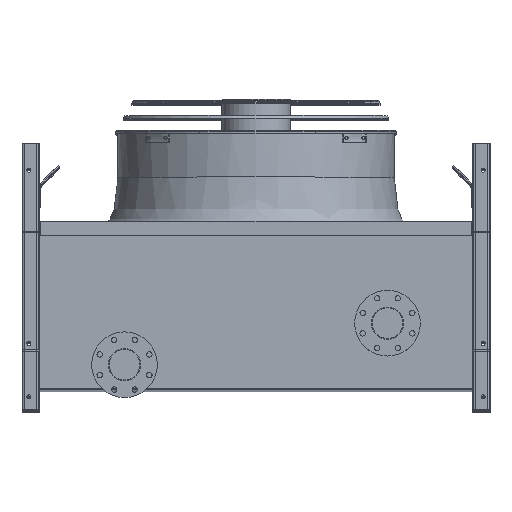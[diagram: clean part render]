
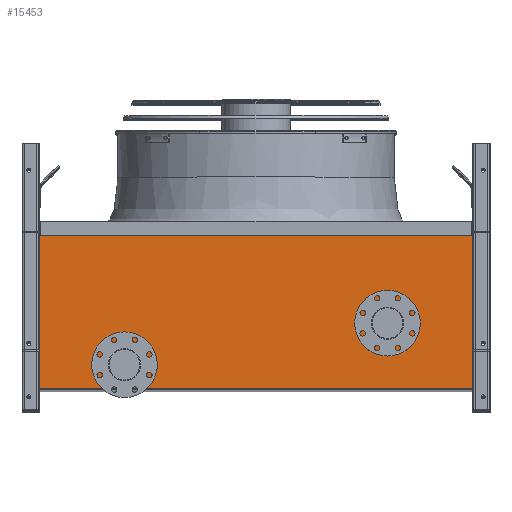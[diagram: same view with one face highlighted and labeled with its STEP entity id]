
A CAD part, top view. The second image highlights one B-rep face of the part: STEP entity #15453.
In plain terms, the highlighted planar face has unit normal (0, 0, 1).
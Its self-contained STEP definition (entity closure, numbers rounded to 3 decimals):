
#17 = VECTOR ( 'NONE', #7300, 1000. ) ;
#157 = DIRECTION ( 'NONE',  ( -1., 0., 0. ) ) ;
#347 = CARTESIAN_POINT ( 'NONE',  ( 0., 0., 240. ) ) ;
#1318 = CARTESIAN_POINT ( 'NONE',  ( -440., 81., 240. ) ) ;
#1446 = ORIENTED_EDGE ( 'NONE', *, *, #6585, .T. ) ;
#1682 = CARTESIAN_POINT ( 'NONE',  ( 725., 515., 240. ) ) ;
#1918 = VERTEX_POINT ( 'NONE', #1682 ) ;
#2284 = PLANE ( 'NONE',  #12682 ) ;
#2336 = LINE ( 'NONE', #9558, #16268 ) ;
#2848 = CARTESIAN_POINT ( 'NONE',  ( -725., 0., 240. ) ) ;
#3222 = DIRECTION ( 'NONE',  ( 0., 1., 0. ) ) ;
#3230 = ORIENTED_EDGE ( 'NONE', *, *, #9457, .T. ) ;
#3670 = VERTEX_POINT ( 'NONE', #4326 ) ;
#3911 = CARTESIAN_POINT ( 'NONE',  ( 725., 515., 240. ) ) ;
#4171 = DIRECTION ( 'NONE',  ( 1., 0., 0. ) ) ;
#4326 = CARTESIAN_POINT ( 'NONE',  ( 494., 220., 240. ) ) ;
#4480 = AXIS2_PLACEMENT_3D ( 'NONE', #19922, #9290, #21590 ) ;
#4660 = FACE_OUTER_BOUND ( 'NONE', #7897, .T. ) ;
#4907 = EDGE_CURVE ( 'NONE', #15178, #11075, #5851, .T. ) ;
#5063 = LINE ( 'NONE', #14510, #17 ) ;
#5851 = LINE ( 'NONE', #14134, #14938 ) ;
#6585 = EDGE_CURVE ( 'NONE', #21076, #21076, #6630, .T. ) ;
#6630 = CIRCLE ( 'NONE', #7776, 54. ) ;
#6889 = EDGE_CURVE ( 'NONE', #11075, #8633, #2336, .T. ) ;
#6946 = ORIENTED_EDGE ( 'NONE', *, *, #4907, .T. ) ;
#7300 = DIRECTION ( 'NONE',  ( 0., 1., 0. ) ) ;
#7776 = AXIS2_PLACEMENT_3D ( 'NONE', #1318, #14156, #3222 ) ;
#7785 = DIRECTION ( 'NONE',  ( 0., 0., 1. ) ) ;
#7897 = EDGE_LOOP ( 'NONE', ( #6946, #12459, #17148, #3230 ) ) ;
#8152 = ORIENTED_EDGE ( 'NONE', *, *, #10710, .F. ) ;
#8633 = VERTEX_POINT ( 'NONE', #12800 ) ;
#9132 = EDGE_CURVE ( 'NONE', #8633, #1918, #5063, .T. ) ;
#9179 = EDGE_LOOP ( 'NONE', ( #1446 ) ) ;
#9290 = DIRECTION ( 'NONE',  ( 0., 0., 1. ) ) ;
#9457 = EDGE_CURVE ( 'NONE', #1918, #15178, #22062, .T. ) ;
#9477 = CARTESIAN_POINT ( 'NONE',  ( -440., 135., 240. ) ) ;
#9558 = CARTESIAN_POINT ( 'NONE',  ( -725., 0., 240. ) ) ;
#10223 = FACE_BOUND ( 'NONE', #9179, .T. ) ;
#10618 = DIRECTION ( 'NONE',  ( 0., -1., 0. ) ) ;
#10710 = EDGE_CURVE ( 'NONE', #3670, #3670, #19899, .T. ) ;
#11075 = VERTEX_POINT ( 'NONE', #2848 ) ;
#11432 = DIRECTION ( 'NONE',  ( 1., 0., 0. ) ) ;
#12459 = ORIENTED_EDGE ( 'NONE', *, *, #6889, .T. ) ;
#12682 = AXIS2_PLACEMENT_3D ( 'NONE', #347, #7785, #4171 ) ;
#12797 = VECTOR ( 'NONE', #157, 1000. ) ;
#12800 = CARTESIAN_POINT ( 'NONE',  ( 725., 0., 240. ) ) ;
#13092 = EDGE_LOOP ( 'NONE', ( #8152 ) ) ;
#14134 = CARTESIAN_POINT ( 'NONE',  ( -725., 515., 240. ) ) ;
#14156 = DIRECTION ( 'NONE',  ( 0., 0., -1. ) ) ;
#14510 = CARTESIAN_POINT ( 'NONE',  ( 725., 0., 240. ) ) ;
#14938 = VECTOR ( 'NONE', #10618, 1000. ) ;
#15178 = VERTEX_POINT ( 'NONE', #17657 ) ;
#15453 = ADVANCED_FACE ( 'NONE', ( #10223, #4660, #19060 ), #2284, .T. ) ;
#16268 = VECTOR ( 'NONE', #11432, 1000. ) ;
#17148 = ORIENTED_EDGE ( 'NONE', *, *, #9132, .T. ) ;
#17657 = CARTESIAN_POINT ( 'NONE',  ( -725., 515., 240. ) ) ;
#19060 = FACE_BOUND ( 'NONE', #13092, .T. ) ;
#19899 = CIRCLE ( 'NONE', #4480, 54. ) ;
#19922 = CARTESIAN_POINT ( 'NONE',  ( 440., 220., 240. ) ) ;
#21076 = VERTEX_POINT ( 'NONE', #9477 ) ;
#21590 = DIRECTION ( 'NONE',  ( 1., 0., 0. ) ) ;
#22062 = LINE ( 'NONE', #3911, #12797 ) ;
